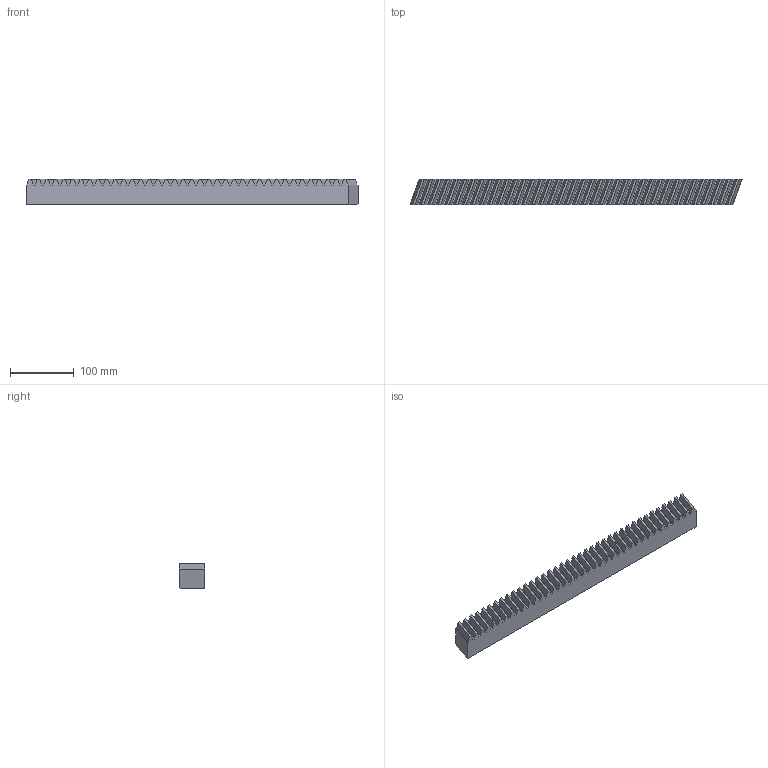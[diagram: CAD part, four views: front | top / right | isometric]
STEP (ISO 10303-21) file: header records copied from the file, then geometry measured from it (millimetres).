
FILE_DESCRIPTION(('STEP AP214'),'1');
FILE_NAME('145-040-105.stp','2017-10-10T14:08:27',('TraceParts'),('TraceParts S.A.'),'Spatial InterOp 3D',' ',' ');
FILE_SCHEMA(('automotive_design'));
Length unit declared in the file: millimetre
Products named in the file (1): 145-040-105
Bounding box: 520.08 x 40 x 39.7 mm (x, y, z)
Volume: 716703 mm3; surface area: 98692.8 mm2
Topology: 1 solids, 1 shells, 159 faces, 471 edges, 314 vertices
Faces by surface type: plane 159
Entity records: 6502 total; most frequent: CARTESIAN_POINT 945, ORIENTED_EDGE 942, DIRECTION 791, EDGE_CURVE 471, LINE 471, VECTOR 471, VERTEX_POINT 314, STYLED_ITEM 160
